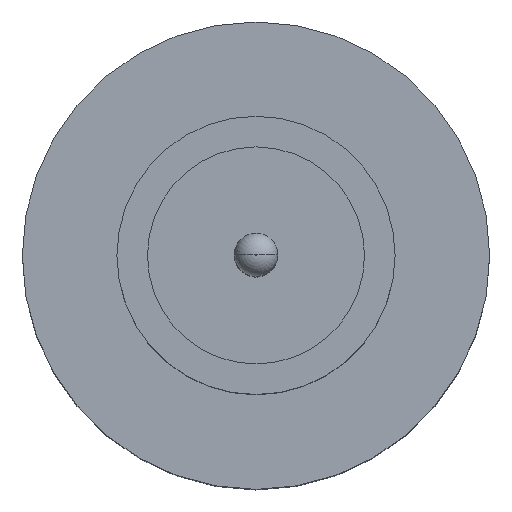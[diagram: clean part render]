
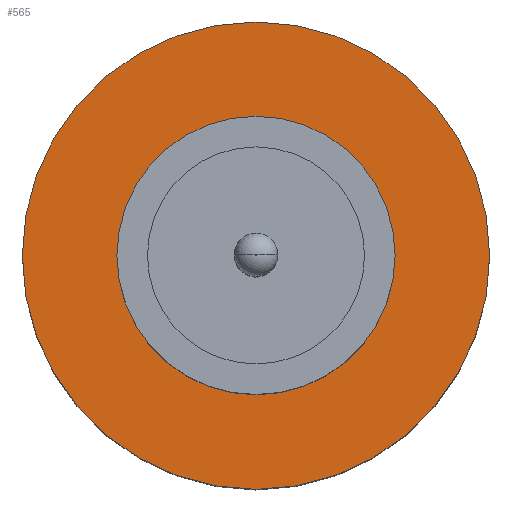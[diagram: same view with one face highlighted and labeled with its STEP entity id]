
A CAD part, top view. The second image highlights one B-rep face of the part: STEP entity #565.
In plain terms, the highlighted planar face has unit normal (0, 0, 1).
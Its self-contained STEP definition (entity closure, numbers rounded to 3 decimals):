
#31 = CARTESIAN_POINT ( 'NONE',  ( 0., 0., 1.55 ) ) ;
#36 = ORIENTED_EDGE ( 'NONE', *, *, #130, .F. ) ;
#45 = DIRECTION ( 'NONE',  ( 1., 0., 0. ) ) ;
#56 = PLANE ( 'NONE',  #849 ) ;
#69 = ORIENTED_EDGE ( 'NONE', *, *, #724, .T. ) ;
#73 = DIRECTION ( 'NONE',  ( 0., 0., 1. ) ) ;
#78 = AXIS2_PLACEMENT_3D ( 'NONE', #31, #325, #715 ) ;
#122 = DIRECTION ( 'NONE',  ( 0., 0., 1. ) ) ;
#130 = EDGE_CURVE ( 'NONE', #548, #199, #991, .T. ) ;
#148 = ORIENTED_EDGE ( 'NONE', *, *, #278, .T. ) ;
#199 = VERTEX_POINT ( 'NONE', #227 ) ;
#227 = CARTESIAN_POINT ( 'NONE',  ( 1.25, 0., 1.55 ) ) ;
#257 = FACE_OUTER_BOUND ( 'NONE', #426, .T. ) ;
#278 = EDGE_CURVE ( 'NONE', #793, #935, #340, .T. ) ;
#305 = CIRCLE ( 'NONE', #455, 2.1 ) ;
#325 = DIRECTION ( 'NONE',  ( 0., 0., 1. ) ) ;
#340 = CIRCLE ( 'NONE', #799, 2.1 ) ;
#343 = EDGE_CURVE ( 'NONE', #199, #548, #716, .T. ) ;
#426 = EDGE_LOOP ( 'NONE', ( #69, #148 ) ) ;
#446 = CARTESIAN_POINT ( 'NONE',  ( 2.1, 0., 1.55 ) ) ;
#450 = DIRECTION ( 'NONE',  ( 0., 0., 1. ) ) ;
#455 = AXIS2_PLACEMENT_3D ( 'NONE', #527, #450, #613 ) ;
#467 = EDGE_LOOP ( 'NONE', ( #469, #36 ) ) ;
#469 = ORIENTED_EDGE ( 'NONE', *, *, #343, .F. ) ;
#527 = CARTESIAN_POINT ( 'NONE',  ( 0., 0., 1.55 ) ) ;
#548 = VERTEX_POINT ( 'NONE', #812 ) ;
#565 = ADVANCED_FACE ( 'NONE', ( #649, #257 ), #56, .T. ) ;
#613 = DIRECTION ( 'NONE',  ( 1., 0., 0. ) ) ;
#649 = FACE_BOUND ( 'NONE', #467, .T. ) ;
#665 = DIRECTION ( 'NONE',  ( 0., 0., 1. ) ) ;
#698 = DIRECTION ( 'NONE',  ( 1., 0., 0. ) ) ;
#715 = DIRECTION ( 'NONE',  ( 1., 0., 0. ) ) ;
#716 = CIRCLE ( 'NONE', #78, 1.25 ) ;
#724 = EDGE_CURVE ( 'NONE', #935, #793, #305, .T. ) ;
#745 = CARTESIAN_POINT ( 'NONE',  ( 0., 0., 1.55 ) ) ;
#793 = VERTEX_POINT ( 'NONE', #446 ) ;
#799 = AXIS2_PLACEMENT_3D ( 'NONE', #1004, #73, #698 ) ;
#812 = CARTESIAN_POINT ( 'NONE',  ( -1.25, 0., 1.55 ) ) ;
#819 = CARTESIAN_POINT ( 'NONE',  ( 0., 0., 1.55 ) ) ;
#832 = AXIS2_PLACEMENT_3D ( 'NONE', #819, #665, #900 ) ;
#849 = AXIS2_PLACEMENT_3D ( 'NONE', #745, #122, #45 ) ;
#900 = DIRECTION ( 'NONE',  ( 1., 0., 0. ) ) ;
#935 = VERTEX_POINT ( 'NONE', #949 ) ;
#949 = CARTESIAN_POINT ( 'NONE',  ( -2.1, 0., 1.55 ) ) ;
#991 = CIRCLE ( 'NONE', #832, 1.25 ) ;
#1004 = CARTESIAN_POINT ( 'NONE',  ( 0., 0., 1.55 ) ) ;
